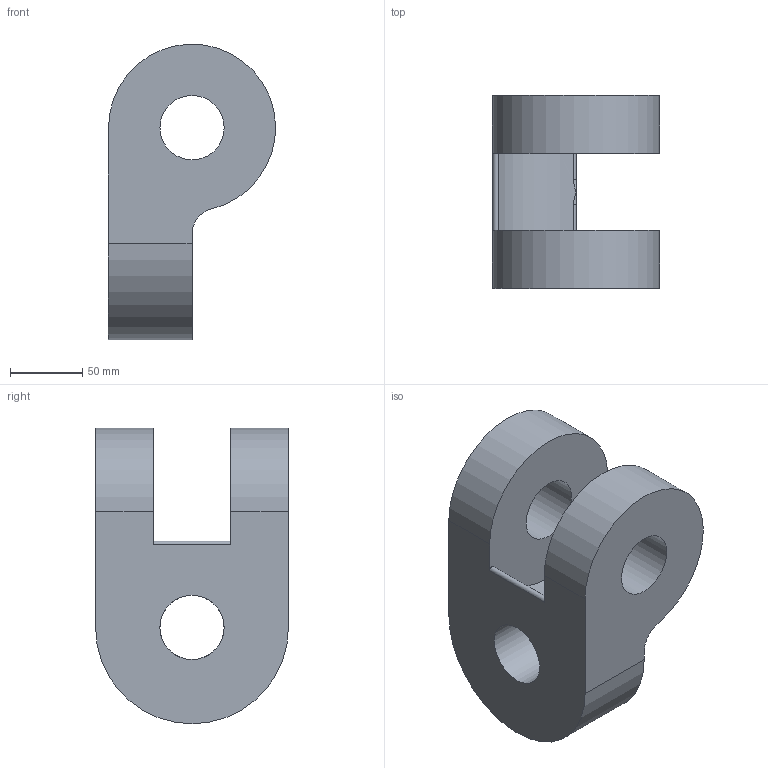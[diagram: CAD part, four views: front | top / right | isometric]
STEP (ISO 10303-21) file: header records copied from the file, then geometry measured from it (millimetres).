
FILE_DESCRIPTION(/* description */ (''),/* implementation_level */ '2;1');
FILE_NAME(/* name */ 'hip_swivel.stp',/* time_stamp */ '2019-08-09T11:18:17-04:00',/* author */ ('thowison'),/* organization */ (''),/* preprocessor_version */ 'ST-DEVELOPER v17',/* originating_system */ 'Autodesk Inventor 2018',/* authorisation */ '');
FILE_SCHEMA (('AUTOMOTIVE_DESIGN { 1 0 10303 214 3 1 1 }'));
Length unit declared in the file: inch
Products named in the file (1): hip swivel scaled
Bounding box: 115.52 x 133.35 x 204.46 mm (x, y, z)
Volume: 1298018.2 mm3; surface area: 119899.5 mm2
Topology: 1 solids, 1 shells, 20 faces, 58 edges, 37 vertices
Faces by surface type: cylinder 12, plane 6, bspline 2
Full cylindrical faces by diameter (mm): 44.45 x3
Entity records: 1123 total; most frequent: CARTESIAN_POINT 508, DIRECTION 121, ORIENTED_EDGE 112, EDGE_CURVE 56, AXIS2_PLACEMENT_3D 48, VERTEX_POINT 37, CIRCLE 29, EDGE_LOOP 25
